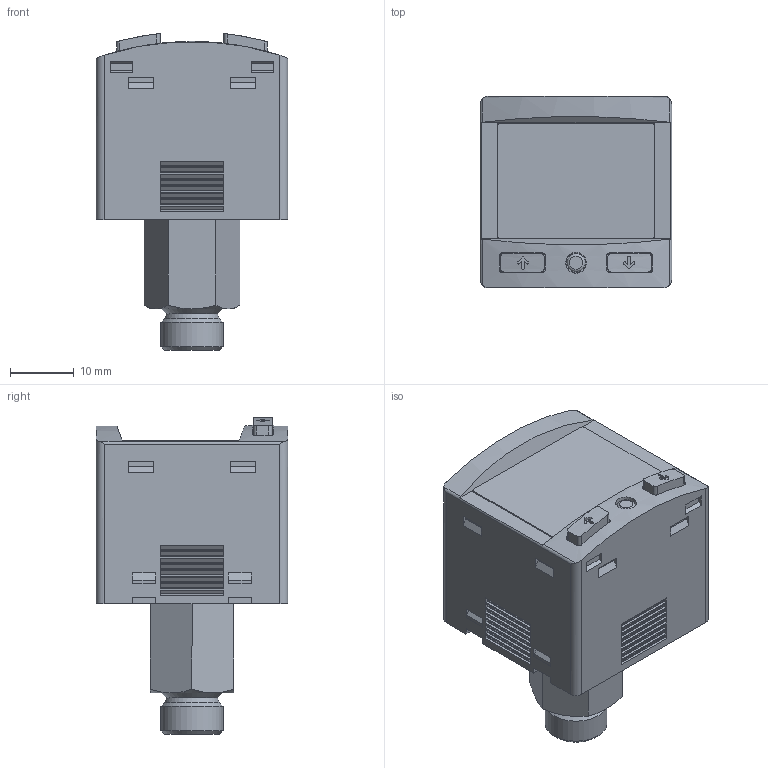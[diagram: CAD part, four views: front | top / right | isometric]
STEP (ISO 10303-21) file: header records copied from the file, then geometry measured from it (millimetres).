
FILE_DESCRIPTION(/* description */ ('STEP AP214'),/* implementation_level */ '2;1');
FILE_NAME(/* name */ '609149_SPAN-B11R-G18M-PNLK-PNVBA-L1',/* time_stamp */ '2024-09-12T11:41:28+02:00',/* author */ ('License CC BY-ND 4.0'),/* organization */ ('CADENAS'),/* preprocessor_version */ 'ST-DEVELOPER v19.3',/* originating_system */ 'PARTsolutions',/* authorisation */ ' ');
FILE_SCHEMA (('AP242_MANAGED_MODEL_BASED_3D_ENGINEERING_MIM_LF { 1 0 10303 442 3 1 4 }','AUTOMOTIVE_DESIGN {1 0 10303 214 3 1 1}'));
Length unit declared in the file: millimetre
Products named in the file (2): 609149 SPAN-B11R-G18M-PNLK-PNVBA-L1---(high); 8003300 SPAN-B11-G18M----(high_s)
Assembly tree (1 placements, depth 2):
  609149 SPAN-B11R-G18M-PNLK-PNVBA-L1---(high)
    8003300 SPAN-B11-G18M----(high_s)
Bounding box: 30 x 30 x 49.62 mm (x, y, z)
Volume: 25377.3 mm3; surface area: 7101.5 mm2
Topology: 1 solids, 1 shells, 468 faces, 1175 edges, 776 vertices
Faces by surface type: plane 404, cylinder 48, cone 15, torus 1
Full cylindrical faces by diameter (mm): 2.459 x2, 4.134 x1, 9.728 x1
Entity records: 17047 total; most frequent: CARTESIAN_POINT 2563, ORIENTED_EDGE 2318, DIRECTION 2141, EDGE_CURVE 1159, LINE 1015, VECTOR 1015, VERTEX_POINT 774, AXIS2_PLACEMENT_3D 563
